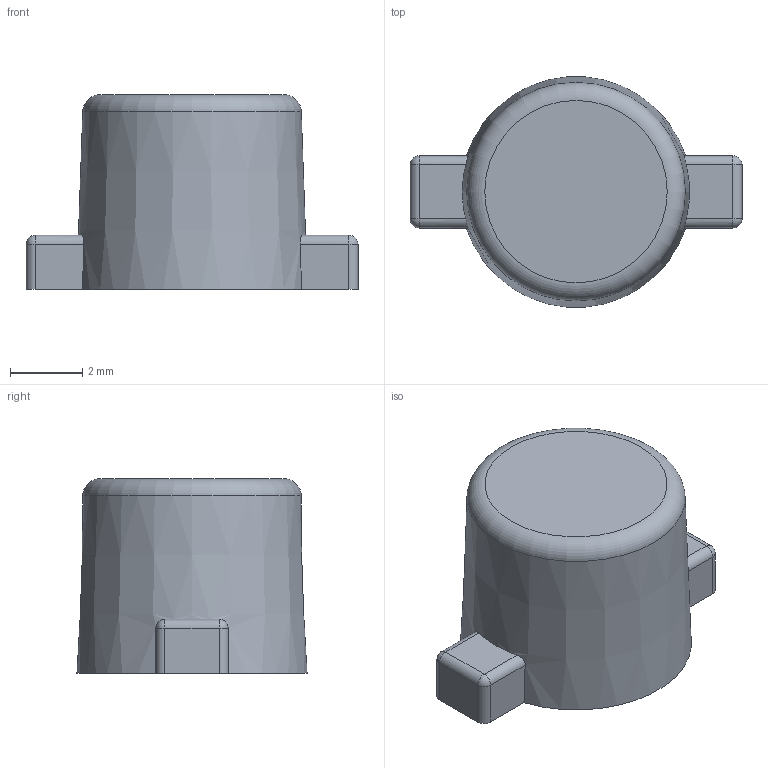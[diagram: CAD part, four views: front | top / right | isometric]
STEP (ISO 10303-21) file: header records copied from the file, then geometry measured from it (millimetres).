
FILE_DESCRIPTION(/* description */ (''),/* implementation_level */ '2;1');
FILE_NAME(/* name */ 'Start Button.step',/* time_stamp */ '2023-12-15T01:07:21-08:00',/* author */ (''),/* organization */ (''),/* preprocessor_version */ 'ST-DEVELOPER v20',/* originating_system */ 'Autodesk Translation Framework v12.14.0.127',/* authorisation */ '');
FILE_SCHEMA (('AUTOMOTIVE_DESIGN { 1 0 10303 214 3 1 1 }'));
Length unit declared in the file: millimetre
Products named in the file (1): U Start Button
Bounding box: 9.2 x 6.38 x 5.4 mm (x, y, z)
Volume: 118.2 mm3; surface area: 281.5 mm2
Topology: 1 solids, 1 shells, 71 faces, 167 edges, 100 vertices
Faces by surface type: cylinder 30, plane 24, bspline 8, sphere 4, cone 3, torus 2
Entity records: 2256 total; most frequent: CARTESIAN_POINT 583, DIRECTION 361, ORIENTED_EDGE 334, EDGE_CURVE 167, AXIS2_PLACEMENT_3D 138, VERTEX_POINT 100, LINE 85, VECTOR 85
